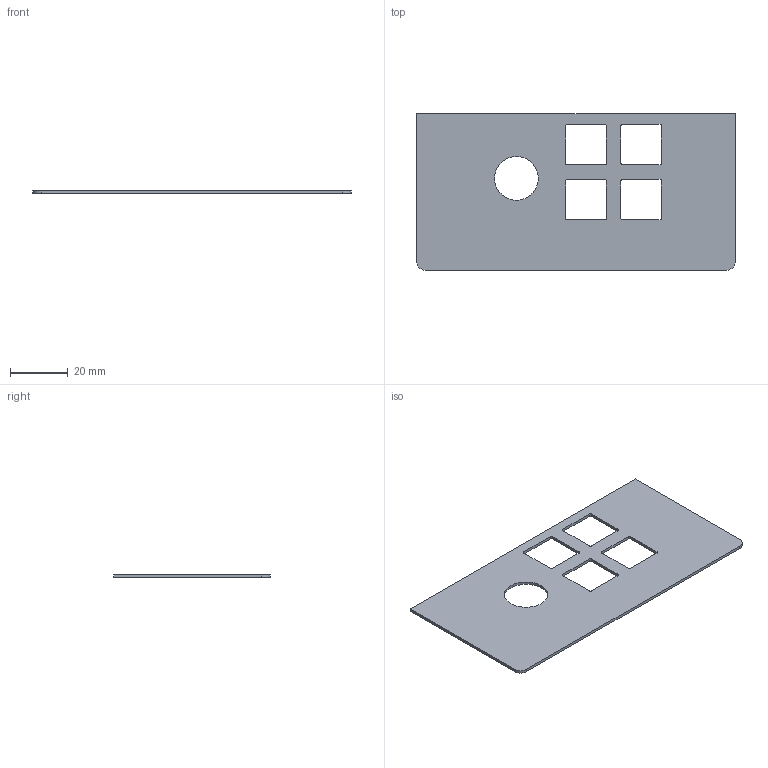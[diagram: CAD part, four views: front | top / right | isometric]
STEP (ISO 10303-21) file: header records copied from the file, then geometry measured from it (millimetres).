
FILE_DESCRIPTION(/* description */ (''),/* implementation_level */ '2;1');
FILE_NAME(/* name */ 'middle.step',/* time_stamp */ '2025-07-29T19:24:33-04:00',/* author */ (''),/* organization */ (''),/* preprocessor_version */ 'ST-DEVELOPER v20.1',/* originating_system */ 'Autodesk Translation Framework v14.10.0.0',/* authorisation */ '');
FILE_SCHEMA (('AUTOMOTIVE_DESIGN { 1 0 10303 214 3 1 1 }'));
Length unit declared in the file: millimetre
Products named in the file (3): 2025-07-29-04-53-00-596; 2025-07-29-04-53-47-916; 2025-07-29-00-50-03-099
Assembly tree (2 placements, depth 2):
  2025-07-29-04-53-00-596
    2025-07-29-04-53-47-916
    2025-07-29-00-50-03-099
Bounding box: 110 x 54 x 1 mm (x, y, z)
Volume: 4973.9 mm3; surface area: 10541.3 mm2
Topology: 1 solids, 1 shells, 41 faces, 117 edges, 78 vertices
Faces by surface type: plane 22, cylinder 19
Full cylindrical faces by diameter (mm): 15.1 x1
Entity records: 1453 total; most frequent: DIRECTION 247, CARTESIAN_POINT 241, ORIENTED_EDGE 234, EDGE_CURVE 117, AXIS2_PLACEMENT_3D 84, LINE 79, VECTOR 79, VERTEX_POINT 78
